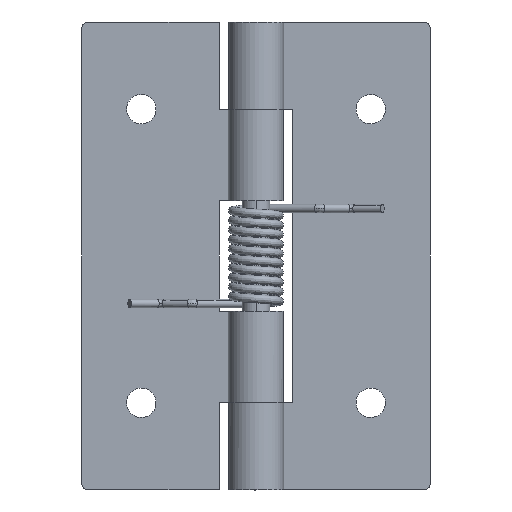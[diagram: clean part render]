
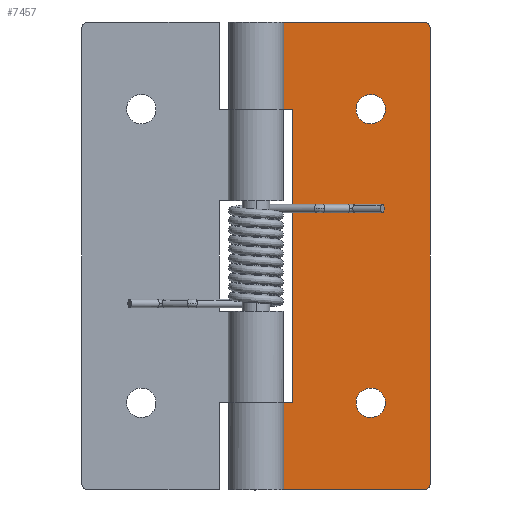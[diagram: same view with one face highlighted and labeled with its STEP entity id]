
A CAD part, front view. The second image highlights one B-rep face of the part: STEP entity #7457.
In plain terms, the highlighted free-form (B-spline) face has degree [1, 1] with [2, 2] control points.
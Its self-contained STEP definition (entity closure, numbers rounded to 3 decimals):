
#6448=CARTESIAN_POINT('',(14.089,1.5,9.689));
#6449=VERTEX_POINT('',#6448);
#6450=CARTESIAN_POINT('',(12.5,1.5,7.9));
#6451=VERTEX_POINT('',#6450);
#6452=CARTESIAN_POINT('',(14.089,1.5,9.689));
#6453=CARTESIAN_POINT('',(14.1,1.5,9.595));
#6454=CARTESIAN_POINT('',(14.1,1.5,9.5));
#6455=CARTESIAN_POINT('',(14.1,1.5,7.9));
#6456=CARTESIAN_POINT('',(12.5,1.5,7.9));
#6464=(BOUNDED_CURVE()B_SPLINE_CURVE(2,(#6452,#6453,#6454,#6455,#6456),.UNSPECIFIED.,.F.,.U.)B_SPLINE_CURVE_WITH_KNOTS((3,2,3),(0.23,0.25,0.5),.UNSPECIFIED.)CURVE()GEOMETRIC_REPRESENTATION_ITEM()RATIONAL_B_SPLINE_CURVE((0.956,0.976,1.0,0.707,1.0))REPRESENTATION_ITEM(''));
#6465=EDGE_CURVE('',#6449,#6451,#6464,.T.);
#6506=CARTESIAN_POINT('',(10.903,1.5,9.402));
#6507=VERTEX_POINT('',#6506);
#6513=CARTESIAN_POINT('',(12.5,1.5,7.9));
#6514=CARTESIAN_POINT('',(10.995,1.5,7.9));
#6515=CARTESIAN_POINT('',(10.903,1.5,9.402));
#6523=(BOUNDED_CURVE()B_SPLINE_CURVE(2,(#6513,#6514,#6515),.UNSPECIFIED.,.F.,.U.)B_SPLINE_CURVE_WITH_KNOTS((3,3),(0.5,0.739),.UNSPECIFIED.)CURVE()GEOMETRIC_REPRESENTATION_ITEM()RATIONAL_B_SPLINE_CURVE((1.0,0.72,0.976))REPRESENTATION_ITEM(''));
#6524=EDGE_CURVE('',#6451,#6507,#6523,.T.);
#6547=CARTESIAN_POINT('',(12.5,1.5,11.1));
#6548=VERTEX_POINT('',#6547);
#6549=CARTESIAN_POINT('',(12.5,1.5,11.1));
#6550=CARTESIAN_POINT('',(13.921,1.5,11.1));
#6551=CARTESIAN_POINT('',(14.089,1.5,9.689));
#6559=(BOUNDED_CURVE()B_SPLINE_CURVE(2,(#6549,#6550,#6551),.UNSPECIFIED.,.F.,.U.)B_SPLINE_CURVE_WITH_KNOTS((3,3),(0.0,0.23),.UNSPECIFIED.)CURVE()GEOMETRIC_REPRESENTATION_ITEM()RATIONAL_B_SPLINE_CURVE((1.0,0.731,0.956))REPRESENTATION_ITEM(''));
#6560=EDGE_CURVE('',#6548,#6449,#6559,.T.);
#6562=CARTESIAN_POINT('',(10.903,1.5,9.402));
#6563=CARTESIAN_POINT('',(10.9,1.5,9.451));
#6564=CARTESIAN_POINT('',(10.9,1.5,9.5));
#6565=CARTESIAN_POINT('',(10.9,1.5,11.1));
#6566=CARTESIAN_POINT('',(12.5,1.5,11.1));
#6574=(BOUNDED_CURVE()B_SPLINE_CURVE(2,(#6562,#6563,#6564,#6565,#6566),.UNSPECIFIED.,.F.,.U.)B_SPLINE_CURVE_WITH_KNOTS((3,2,3),(0.739,0.75,1.0),.UNSPECIFIED.)CURVE()GEOMETRIC_REPRESENTATION_ITEM()RATIONAL_B_SPLINE_CURVE((0.976,0.988,1.0,0.707,1.0))REPRESENTATION_ITEM(''));
#6575=EDGE_CURVE('',#6507,#6548,#6574,.T.);
#6634=CARTESIAN_POINT('',(14.089,1.5,41.689));
#6635=VERTEX_POINT('',#6634);
#6636=CARTESIAN_POINT('',(12.5,1.5,39.9));
#6637=VERTEX_POINT('',#6636);
#6638=CARTESIAN_POINT('',(14.089,1.5,41.689));
#6639=CARTESIAN_POINT('',(14.1,1.5,41.595));
#6640=CARTESIAN_POINT('',(14.1,1.5,41.5));
#6641=CARTESIAN_POINT('',(14.1,1.5,39.9));
#6642=CARTESIAN_POINT('',(12.5,1.5,39.9));
#6650=(BOUNDED_CURVE()B_SPLINE_CURVE(2,(#6638,#6639,#6640,#6641,#6642),.UNSPECIFIED.,.F.,.U.)B_SPLINE_CURVE_WITH_KNOTS((3,2,3),(0.23,0.25,0.5),.UNSPECIFIED.)CURVE()GEOMETRIC_REPRESENTATION_ITEM()RATIONAL_B_SPLINE_CURVE((0.956,0.976,1.0,0.707,1.0))REPRESENTATION_ITEM(''));
#6651=EDGE_CURVE('',#6635,#6637,#6650,.T.);
#6692=CARTESIAN_POINT('',(10.903,1.5,41.402));
#6693=VERTEX_POINT('',#6692);
#6699=CARTESIAN_POINT('',(12.5,1.5,39.9));
#6700=CARTESIAN_POINT('',(10.995,1.5,39.9));
#6701=CARTESIAN_POINT('',(10.903,1.5,41.402));
#6709=(BOUNDED_CURVE()B_SPLINE_CURVE(2,(#6699,#6700,#6701),.UNSPECIFIED.,.F.,.U.)B_SPLINE_CURVE_WITH_KNOTS((3,3),(0.5,0.739),.UNSPECIFIED.)CURVE()GEOMETRIC_REPRESENTATION_ITEM()RATIONAL_B_SPLINE_CURVE((1.0,0.72,0.976))REPRESENTATION_ITEM(''));
#6710=EDGE_CURVE('',#6637,#6693,#6709,.T.);
#6733=CARTESIAN_POINT('',(12.5,1.5,43.1));
#6734=VERTEX_POINT('',#6733);
#6735=CARTESIAN_POINT('',(12.5,1.5,43.1));
#6736=CARTESIAN_POINT('',(13.921,1.5,43.1));
#6737=CARTESIAN_POINT('',(14.089,1.5,41.689));
#6745=(BOUNDED_CURVE()B_SPLINE_CURVE(2,(#6735,#6736,#6737),.UNSPECIFIED.,.F.,.U.)B_SPLINE_CURVE_WITH_KNOTS((3,3),(0.0,0.23),.UNSPECIFIED.)CURVE()GEOMETRIC_REPRESENTATION_ITEM()RATIONAL_B_SPLINE_CURVE((1.0,0.731,0.956))REPRESENTATION_ITEM(''));
#6746=EDGE_CURVE('',#6734,#6635,#6745,.T.);
#6748=CARTESIAN_POINT('',(10.903,1.5,41.402));
#6749=CARTESIAN_POINT('',(10.9,1.5,41.451));
#6750=CARTESIAN_POINT('',(10.9,1.5,41.5));
#6751=CARTESIAN_POINT('',(10.9,1.5,43.1));
#6752=CARTESIAN_POINT('',(12.5,1.5,43.1));
#6760=(BOUNDED_CURVE()B_SPLINE_CURVE(2,(#6748,#6749,#6750,#6751,#6752),.UNSPECIFIED.,.F.,.U.)B_SPLINE_CURVE_WITH_KNOTS((3,2,3),(0.739,0.75,1.0),.UNSPECIFIED.)CURVE()GEOMETRIC_REPRESENTATION_ITEM()RATIONAL_B_SPLINE_CURVE((0.976,0.988,1.0,0.707,1.0))REPRESENTATION_ITEM(''));
#6761=EDGE_CURVE('',#6693,#6734,#6760,.T.);
#6803=CARTESIAN_POINT('',(0.0,1.5,9.5));
#6804=VERTEX_POINT('',#6803);
#6805=CARTESIAN_POINT('',(4.0,1.5,9.5));
#6806=VERTEX_POINT('',#6805);
#6807=CARTESIAN_POINT('',(0.0,1.5,9.5));
#6808=CARTESIAN_POINT('',(4.0,1.5,9.5));
#6809=QUASI_UNIFORM_CURVE('',1,(#6807,#6808),.UNSPECIFIED.,.F.,.U.);
#6810=EDGE_CURVE('',#6804,#6806,#6809,.T.);
#6911=CARTESIAN_POINT('',(4.0,1.5,41.5));
#6912=VERTEX_POINT('',#6911);
#6918=CARTESIAN_POINT('',(0.0,1.5,41.5));
#6919=VERTEX_POINT('',#6918);
#6920=CARTESIAN_POINT('',(4.0,1.5,41.5));
#6921=CARTESIAN_POINT('',(0.0,1.5,41.5));
#6922=QUASI_UNIFORM_CURVE('',1,(#6920,#6921),.UNSPECIFIED.,.F.,.U.);
#6923=EDGE_CURVE('',#6912,#6919,#6922,.T.);
#6959=CARTESIAN_POINT('',(4.0,1.5,9.5));
#6960=CARTESIAN_POINT('',(4.0,1.5,41.5));
#6961=QUASI_UNIFORM_CURVE('',1,(#6959,#6960),.UNSPECIFIED.,.F.,.U.);
#6962=EDGE_CURVE('',#6806,#6912,#6961,.T.);
#6988=CARTESIAN_POINT('',(19.0,1.5,50.25));
#6989=VERTEX_POINT('',#6988);
#6990=CARTESIAN_POINT('',(18.25,1.5,51.0));
#6991=VERTEX_POINT('',#6990);
#6992=CARTESIAN_POINT('',(19.0,1.5,50.25));
#6993=CARTESIAN_POINT('',(19.,1.5,51.));
#6994=CARTESIAN_POINT('',(18.25,1.5,51.));
#7002=(BOUNDED_CURVE()B_SPLINE_CURVE(2,(#6992,#6993,#6994),.UNSPECIFIED.,.F.,.U.)CURVE()GEOMETRIC_REPRESENTATION_ITEM()QUASI_UNIFORM_CURVE()RATIONAL_B_SPLINE_CURVE((1.0,0.707,1.0))REPRESENTATION_ITEM(''));
#7003=EDGE_CURVE('',#6989,#6991,#7002,.T.);
#7049=CARTESIAN_POINT('',(18.25,1.5,0.0));
#7050=VERTEX_POINT('',#7049);
#7051=CARTESIAN_POINT('',(19.0,1.5,0.75));
#7052=VERTEX_POINT('',#7051);
#7053=CARTESIAN_POINT('',(18.25,1.5,0.0));
#7054=CARTESIAN_POINT('',(19.,1.5,0.0));
#7055=CARTESIAN_POINT('',(19.0,1.5,0.75));
#7063=(BOUNDED_CURVE()B_SPLINE_CURVE(2,(#7053,#7054,#7055),.UNSPECIFIED.,.F.,.U.)CURVE()GEOMETRIC_REPRESENTATION_ITEM()QUASI_UNIFORM_CURVE()RATIONAL_B_SPLINE_CURVE((1.0,0.707,1.0))REPRESENTATION_ITEM(''));
#7064=EDGE_CURVE('',#7050,#7052,#7063,.T.);
#7101=CARTESIAN_POINT('',(0.0,1.5,51.0));
#7102=VERTEX_POINT('',#7101);
#7103=CARTESIAN_POINT('',(18.25,1.5,51.0));
#7104=CARTESIAN_POINT('',(0.0,1.5,51.0));
#7105=QUASI_UNIFORM_CURVE('',1,(#7103,#7104),.UNSPECIFIED.,.F.,.U.);
#7106=EDGE_CURVE('',#6991,#7102,#7105,.T.);
#7172=CARTESIAN_POINT('',(0.0,1.5,0.0));
#7173=VERTEX_POINT('',#7172);
#7174=CARTESIAN_POINT('',(18.25,1.5,0.0));
#7175=CARTESIAN_POINT('',(0.0,1.5,0.0));
#7176=QUASI_UNIFORM_CURVE('',1,(#7174,#7175),.UNSPECIFIED.,.F.,.U.);
#7177=EDGE_CURVE('',#7050,#7173,#7176,.T.);
#7247=CARTESIAN_POINT('',(19.0,1.5,0.75));
#7248=CARTESIAN_POINT('',(19.0,1.5,50.25));
#7249=QUASI_UNIFORM_CURVE('',1,(#7247,#7248),.UNSPECIFIED.,.F.,.U.);
#7250=EDGE_CURVE('',#7052,#6989,#7249,.T.);
#7318=CARTESIAN_POINT('',(0.0,1.5,0.0));
#7319=CARTESIAN_POINT('',(0.0,1.5,9.5));
#7320=QUASI_UNIFORM_CURVE('',1,(#7318,#7319),.UNSPECIFIED.,.F.,.U.);
#7321=EDGE_CURVE('',#7173,#6804,#7320,.T.);
#7353=CARTESIAN_POINT('',(0.0,1.5,41.5));
#7354=CARTESIAN_POINT('',(0.0,1.5,51.0));
#7355=QUASI_UNIFORM_CURVE('',1,(#7353,#7354),.UNSPECIFIED.,.F.,.U.);
#7356=EDGE_CURVE('',#6919,#7102,#7355,.T.);
#7428=CARTESIAN_POINT('',(-0.949,1.5,-2.547));
#7429=CARTESIAN_POINT('',(-0.949,1.5,53.547));
#7430=CARTESIAN_POINT('',(19.949,1.5,-2.547));
#7431=CARTESIAN_POINT('',(19.949,1.5,53.547));
#7432=B_SPLINE_SURFACE_WITH_KNOTS('',1,1,((#7428,#7430),(#7429,#7431)),.UNSPECIFIED.,.F.,.F.,.U.,(2,2),(2,2),(0.0,56.095),(0.0,20.898),.UNSPECIFIED.);
#7433=ORIENTED_EDGE('',*,*,#6923,.F.);
#7434=ORIENTED_EDGE('',*,*,#6962,.F.);
#7435=ORIENTED_EDGE('',*,*,#6810,.F.);
#7436=ORIENTED_EDGE('',*,*,#7321,.F.);
#7437=ORIENTED_EDGE('',*,*,#7177,.F.);
#7438=ORIENTED_EDGE('',*,*,#7064,.T.);
#7439=ORIENTED_EDGE('',*,*,#7250,.T.);
#7440=ORIENTED_EDGE('',*,*,#7003,.T.);
#7441=ORIENTED_EDGE('',*,*,#7106,.T.);
#7442=ORIENTED_EDGE('',*,*,#7356,.F.);
#7443=EDGE_LOOP('',(#7433,#7434,#7435,#7436,#7437,#7438,#7439,#7440,#7441,#7442));
#7444=FACE_OUTER_BOUND('',#7443,.T.);
#7445=ORIENTED_EDGE('',*,*,#6710,.T.);
#7446=ORIENTED_EDGE('',*,*,#6761,.T.);
#7447=ORIENTED_EDGE('',*,*,#6746,.T.);
#7448=ORIENTED_EDGE('',*,*,#6651,.T.);
#7449=EDGE_LOOP('',(#7445,#7446,#7447,#7448));
#7450=FACE_BOUND('',#7449,.T.);
#7451=ORIENTED_EDGE('',*,*,#6524,.T.);
#7452=ORIENTED_EDGE('',*,*,#6575,.T.);
#7453=ORIENTED_EDGE('',*,*,#6560,.T.);
#7454=ORIENTED_EDGE('',*,*,#6465,.T.);
#7455=EDGE_LOOP('',(#7451,#7452,#7453,#7454));
#7456=FACE_BOUND('',#7455,.T.);
#7457=ADVANCED_FACE('',(#7444,#7450,#7456),#7432,.F.);
